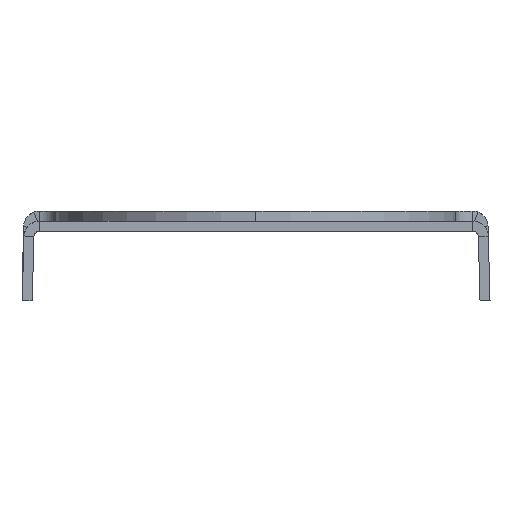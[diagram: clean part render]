
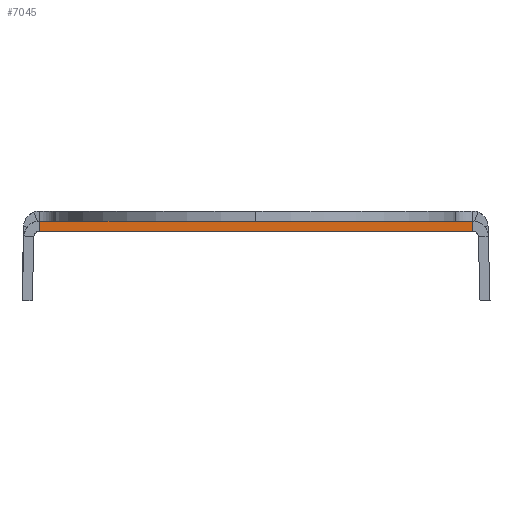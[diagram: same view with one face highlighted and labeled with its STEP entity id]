
A CAD part, left-side view. The second image highlights one B-rep face of the part: STEP entity #7045.
In plain terms, the highlighted planar face has unit normal (-1, 0, 0).
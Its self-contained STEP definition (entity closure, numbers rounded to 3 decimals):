
#1218=DIRECTION('',(0.,1.,0.));
#1219=VECTOR('',#1218,108.078);
#1220=CARTESIAN_POINT('',(0.,-54.039,0.));
#1221=LINE('',#1220,#1219);
#1564=DIRECTION('',(0.,0.,1.));
#1565=VECTOR('',#1564,2.5);
#1566=CARTESIAN_POINT('',(0.,54.039,0.));
#1567=LINE('',#1566,#1565);
#1582=DIRECTION('',(0.,1.,0.));
#1583=VECTOR('',#1582,108.078);
#1584=CARTESIAN_POINT('',(0.,-54.039,2.5));
#1585=LINE('',#1584,#1583);
#1595=DIRECTION('',(0.,0.,-1.));
#1596=VECTOR('',#1595,2.5);
#1597=CARTESIAN_POINT('',(0.,-54.039,2.5));
#1598=LINE('',#1597,#1596);
#5258=CARTESIAN_POINT('',(0.,54.039,0.));
#5259=VERTEX_POINT('',#5258);
#5260=CARTESIAN_POINT('',(0.,-54.039,0.));
#5261=VERTEX_POINT('',#5260);
#5354=CARTESIAN_POINT('',(0.,54.039,2.5));
#5355=VERTEX_POINT('',#5354);
#5356=CARTESIAN_POINT('',(0.,-54.039,2.5));
#5357=VERTEX_POINT('',#5356);
#7033=CARTESIAN_POINT('',(0.,-58.037,-1.395));
#7034=DIRECTION('',(-1.,0.,0.));
#7035=DIRECTION('',(0.,0.,1.));
#7036=AXIS2_PLACEMENT_3D('',#7033,#7034,#7035);
#7037=PLANE('',#7036);
#7038=ORIENTED_EDGE('',*,*,#6616,.T.);
#7039=ORIENTED_EDGE('',*,*,#7025,.T.);
#7040=ORIENTED_EDGE('',*,*,#5896,.F.);
#7042=ORIENTED_EDGE('',*,*,#7041,.T.);
#7043=EDGE_LOOP('',(#7038,#7039,#7040,#7042));
#7044=FACE_OUTER_BOUND('',#7043,.F.);
#7045=ADVANCED_FACE('',(#7044),#7037,.T.);
#5896=EDGE_CURVE('',#5357,#5355,#1585,.T.);
#6616=EDGE_CURVE('',#5261,#5259,#1221,.T.);
#7025=EDGE_CURVE('',#5259,#5355,#1567,.T.);
#7041=EDGE_CURVE('',#5357,#5261,#1598,.T.);
